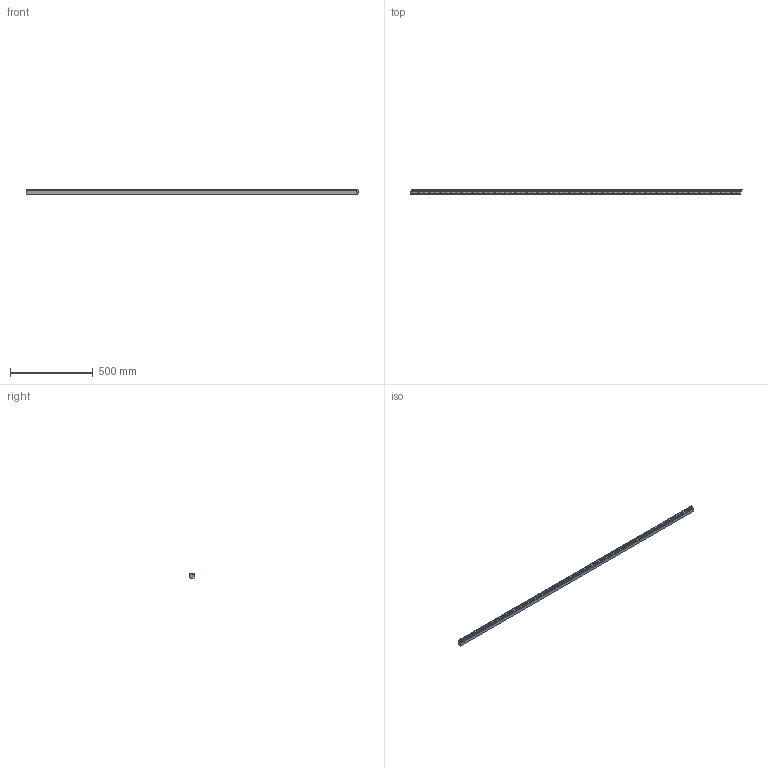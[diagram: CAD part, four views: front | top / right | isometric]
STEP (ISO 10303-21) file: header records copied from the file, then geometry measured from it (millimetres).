
FILE_DESCRIPTION(('STEP AP214'),'1');
FILE_NAME('145-020-120.stp','2017-10-10T14:08:14',('TraceParts'),('TraceParts S.A.'),'Spatial InterOp 3D',' ',' ');
FILE_SCHEMA(('automotive_design'));
Length unit declared in the file: millimetre
Products named in the file (1): 145-020-120
Bounding box: 2008.27 x 25 x 24.75 mm (x, y, z)
Volume: 1127213.5 mm3; surface area: 239343.3 mm2
Topology: 1 solids, 1 shells, 1207 faces, 3615 edges, 2410 vertices
Faces by surface type: plane 1207
Entity records: 49470 total; most frequent: CARTESIAN_POINT 7233, ORIENTED_EDGE 7230, DIRECTION 6031, EDGE_CURVE 3615, LINE 3615, VECTOR 3615, VERTEX_POINT 2410, STYLED_ITEM 1208
